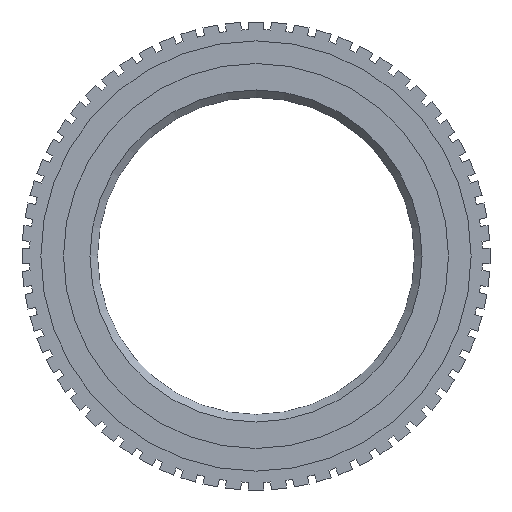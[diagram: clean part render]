
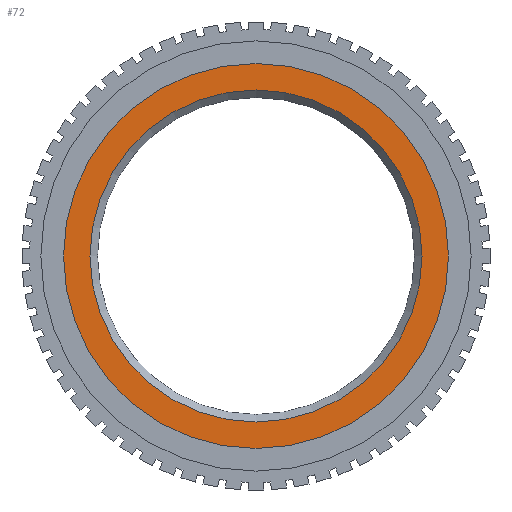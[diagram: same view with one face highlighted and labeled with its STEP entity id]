
A CAD part, front view. The second image highlights one B-rep face of the part: STEP entity #72.
In plain terms, the highlighted planar face has unit normal (0, -1, 0).
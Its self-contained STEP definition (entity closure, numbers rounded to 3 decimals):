
#27=CARTESIAN_POINT('',(0.,65.,0.));
#28=DIRECTION('',(0.,1.,0.));
#29=DIRECTION('',(-0.831,0.,-0.556));
#30=AXIS2_PLACEMENT_3D('',#27,#28,#29);
#31=PLANE('',#30);
#32=CARTESIAN_POINT('',(-0.,65.,22.));
#33=VERTEX_POINT('',#32);
#34=CARTESIAN_POINT('',(-0.,65.,-22.));
#35=VERTEX_POINT('',#34);
#36=CARTESIAN_POINT('',(-0.,65.,0.));
#37=DIRECTION('',(0.,1.,0.));
#38=DIRECTION('',(0.,-0.,1.));
#39=AXIS2_PLACEMENT_3D('',#36,#37,#38);
#40=CIRCLE('',#39,22.);
#41=EDGE_CURVE('',#33,#35,#40,.T.);
#42=ORIENTED_EDGE('',*,*,#41,.T.);
#43=CARTESIAN_POINT('',(-0.,65.,0.));
#44=DIRECTION('',(0.,1.,0.));
#45=DIRECTION('',(0.,-0.,1.));
#46=AXIS2_PLACEMENT_3D('',#43,#44,#45);
#47=CIRCLE('',#46,22.);
#48=EDGE_CURVE('',#35,#33,#47,.T.);
#49=ORIENTED_EDGE('',*,*,#48,.T.);
#50=EDGE_LOOP('',(#42,#49));
#51=FACE_BOUND('',#50,.T.);
#52=CARTESIAN_POINT('',(0.,65.,-25.5));
#53=VERTEX_POINT('',#52);
#54=CARTESIAN_POINT('',(-0.,65.,25.5));
#55=VERTEX_POINT('',#54);
#56=CARTESIAN_POINT('',(0.,65.,0.));
#57=DIRECTION('',(0.,1.,0.));
#58=DIRECTION('',(0.,-0.,1.));
#59=AXIS2_PLACEMENT_3D('',#56,#57,#58);
#60=CIRCLE('',#59,25.5);
#61=EDGE_CURVE('',#53,#55,#60,.T.);
#62=ORIENTED_EDGE('',*,*,#61,.F.);
#63=CARTESIAN_POINT('',(0.,65.,0.));
#64=DIRECTION('',(0.,1.,0.));
#65=DIRECTION('',(0.,-0.,1.));
#66=AXIS2_PLACEMENT_3D('',#63,#64,#65);
#67=CIRCLE('',#66,25.5);
#68=EDGE_CURVE('',#55,#53,#67,.T.);
#69=ORIENTED_EDGE('',*,*,#68,.F.);
#70=EDGE_LOOP('',(#62,#69));
#71=FACE_BOUND('',#70,.T.);
#72=ADVANCED_FACE('',(#51,#71),#31,.F.);
